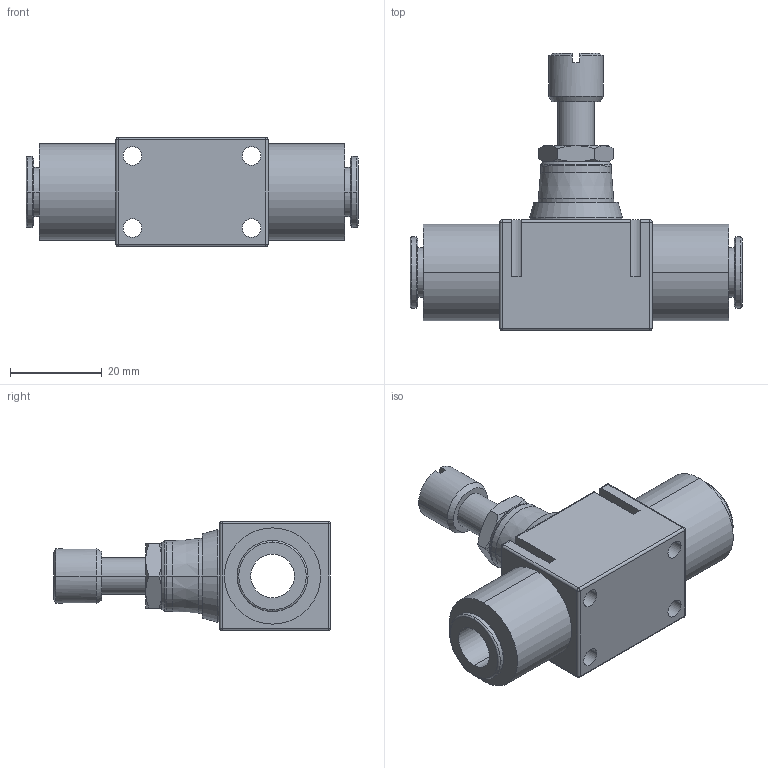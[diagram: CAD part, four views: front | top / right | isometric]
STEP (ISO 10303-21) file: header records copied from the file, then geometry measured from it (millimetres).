
FILE_DESCRIPTION(('STEP AP214'),'1');
FILE_NAME('7770_60_00.stp','2016-07-07T14:13:27',('TraceParts'),('TraceParts S.A.'),'Spatial InterOp 3D',' ',' ');
FILE_SCHEMA(('automotive_design'));
Length unit declared in the file: millimetre
Products named in the file (1): 1
Bounding box: 72.47 x 60.45 x 23.88 mm (x, y, z)
Volume: 29985.8 mm3; surface area: 11797.7 mm2
Topology: 1 solids, 1 shells, 133 faces, 334 edges, 202 vertices
Faces by surface type: cylinder 46, plane 39, cone 34, sphere 8, torus 6
Entity records: 3987 total; most frequent: CARTESIAN_POINT 766, DIRECTION 726, ORIENTED_EDGE 652, EDGE_CURVE 326, AXIS2_PLACEMENT_3D 294, VERTEX_POINT 202, CIRCLE 160, EDGE_LOOP 150
